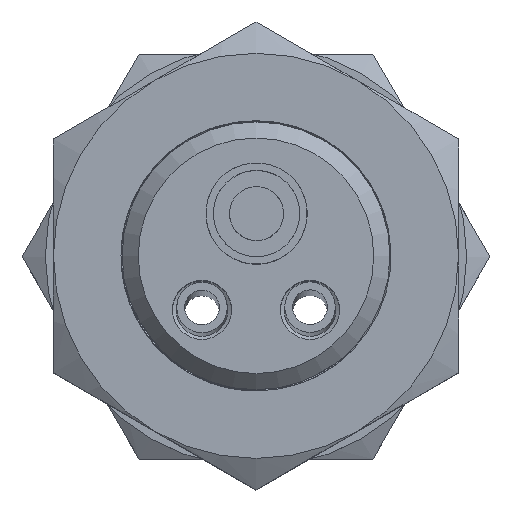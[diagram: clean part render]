
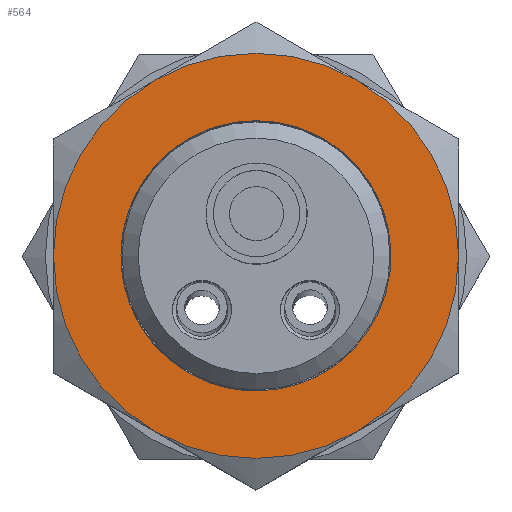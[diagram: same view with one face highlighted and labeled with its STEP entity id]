
A CAD part, top view. The second image highlights one B-rep face of the part: STEP entity #564.
In plain terms, the highlighted planar face has unit normal (0, 0, 1).
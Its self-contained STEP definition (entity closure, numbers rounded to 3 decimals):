
#564=ADVANCED_FACE('',(#783,#784),#621,.F.);
#621=PLANE('',#2366);
#783=FACE_BOUND('',#1014,.T.);
#784=FACE_BOUND('',#1015,.T.);
#1014=EDGE_LOOP('',(#1482,#1483,#1484,#1485,#1486,#1487));
#1015=EDGE_LOOP('',(#1488,#1489,#1490));
#1482=ORIENTED_EDGE('',*,*,#1979,.F.);
#1483=ORIENTED_EDGE('',*,*,#1980,.T.);
#1484=ORIENTED_EDGE('',*,*,#1981,.T.);
#1485=ORIENTED_EDGE('',*,*,#1982,.T.);
#1486=ORIENTED_EDGE('',*,*,#1983,.T.);
#1487=ORIENTED_EDGE('',*,*,#1984,.T.);
#1488=ORIENTED_EDGE('',*,*,#1978,.T.);
#1489=ORIENTED_EDGE('',*,*,#1963,.T.);
#1490=ORIENTED_EDGE('',*,*,#1961,.T.);
#1681=VERTEX_POINT('',#3479);
#1684=VERTEX_POINT('',#3493);
#1687=VERTEX_POINT('',#3507);
#1690=VERTEX_POINT('',#3521);
#1693=VERTEX_POINT('',#3535);
#1695=VERTEX_POINT('',#3548);
#1711=VERTEX_POINT('',#3772);
#1718=VERTEX_POINT('',#5424);
#1733=VERTEX_POINT('',#6212);
#1961=EDGE_CURVE('',#1733,#1711,#2102,.T.);
#1963=EDGE_CURVE('',#1718,#1733,#2103,.T.);
#1978=EDGE_CURVE('',#1711,#1718,#2104,.T.);
#1979=EDGE_CURVE('',#1693,#1695,#2105,.T.);
#1980=EDGE_CURVE('',#1693,#1690,#2106,.T.);
#1981=EDGE_CURVE('',#1690,#1687,#2107,.T.);
#1982=EDGE_CURVE('',#1687,#1684,#2108,.T.);
#1983=EDGE_CURVE('',#1684,#1681,#2109,.T.);
#1984=EDGE_CURVE('',#1681,#1695,#2110,.T.);
#2102=CIRCLE('',#2340,12.7);
#2103=CIRCLE('',#2342,12.7);
#2104=CIRCLE('',#2358,12.7);
#2105=CIRCLE('',#2360,19.05);
#2106=CIRCLE('',#2361,19.05);
#2107=CIRCLE('',#2362,19.05);
#2108=CIRCLE('',#2363,19.05);
#2109=CIRCLE('',#2364,19.05);
#2110=CIRCLE('',#2365,19.05);
#2340=AXIS2_PLACEMENT_3D('',#6211,#2861,#2862);
#2342=AXIS2_PLACEMENT_3D('',#6215,#2866,#2867);
#2358=AXIS2_PLACEMENT_3D('',#6245,#2912,#2913);
#2360=AXIS2_PLACEMENT_3D('',#6247,#2916,#2917);
#2361=AXIS2_PLACEMENT_3D('',#6248,#2918,#2919);
#2362=AXIS2_PLACEMENT_3D('',#6249,#2920,#2921);
#2363=AXIS2_PLACEMENT_3D('',#6250,#2922,#2923);
#2364=AXIS2_PLACEMENT_3D('',#6251,#2924,#2925);
#2365=AXIS2_PLACEMENT_3D('',#6252,#2926,#2927);
#2366=AXIS2_PLACEMENT_3D('',#6253,#2928,#2929);
#2861=DIRECTION('',(0.,0.,-1.));
#2862=DIRECTION('',(1.,0.,0.));
#2866=DIRECTION('',(0.,0.,-1.));
#2867=DIRECTION('',(1.,0.,0.));
#2912=DIRECTION('',(0.,0.,-1.));
#2913=DIRECTION('',(1.,0.,0.));
#2916=DIRECTION('',(0.,0.,-1.));
#2917=DIRECTION('',(1.,0.,0.));
#2918=DIRECTION('',(0.,0.,1.));
#2919=DIRECTION('',(1.,0.,0.));
#2920=DIRECTION('',(0.,0.,1.));
#2921=DIRECTION('',(1.,0.,0.));
#2922=DIRECTION('',(0.,0.,1.));
#2923=DIRECTION('',(1.,0.,0.));
#2924=DIRECTION('',(0.,0.,1.));
#2925=DIRECTION('',(1.,0.,0.));
#2926=DIRECTION('',(0.,0.,1.));
#2927=DIRECTION('',(1.,0.,0.));
#2928=DIRECTION('',(0.,0.,-1.));
#2929=DIRECTION('',(1.,0.,0.));
#3479=CARTESIAN_POINT('',(41.275,-16.498,30.406));
#3493=CARTESIAN_POINT('',(31.75,0.,30.406));
#3507=CARTESIAN_POINT('',(41.275,16.498,30.406));
#3521=CARTESIAN_POINT('',(60.325,16.498,30.406));
#3535=CARTESIAN_POINT('',(69.85,0.,30.406));
#3548=CARTESIAN_POINT('',(60.325,-16.498,30.406));
#3772=CARTESIAN_POINT('',(59.798,-8.963,30.406));
#5424=CARTESIAN_POINT('',(50.8,-12.7,30.406));
#6211=CARTESIAN_POINT('',(50.8,0.,30.406));
#6212=CARTESIAN_POINT('',(50.8,12.7,30.406));
#6215=CARTESIAN_POINT('',(50.8,0.,30.406));
#6245=CARTESIAN_POINT('',(50.8,0.,30.406));
#6247=CARTESIAN_POINT('',(50.8,0.,30.406));
#6248=CARTESIAN_POINT('',(50.8,0.,30.406));
#6249=CARTESIAN_POINT('',(50.8,0.,30.406));
#6250=CARTESIAN_POINT('',(50.8,0.,30.406));
#6251=CARTESIAN_POINT('',(50.8,0.,30.406));
#6252=CARTESIAN_POINT('',(50.8,0.,30.406));
#6253=CARTESIAN_POINT('',(31.75,-10.999,30.406));
